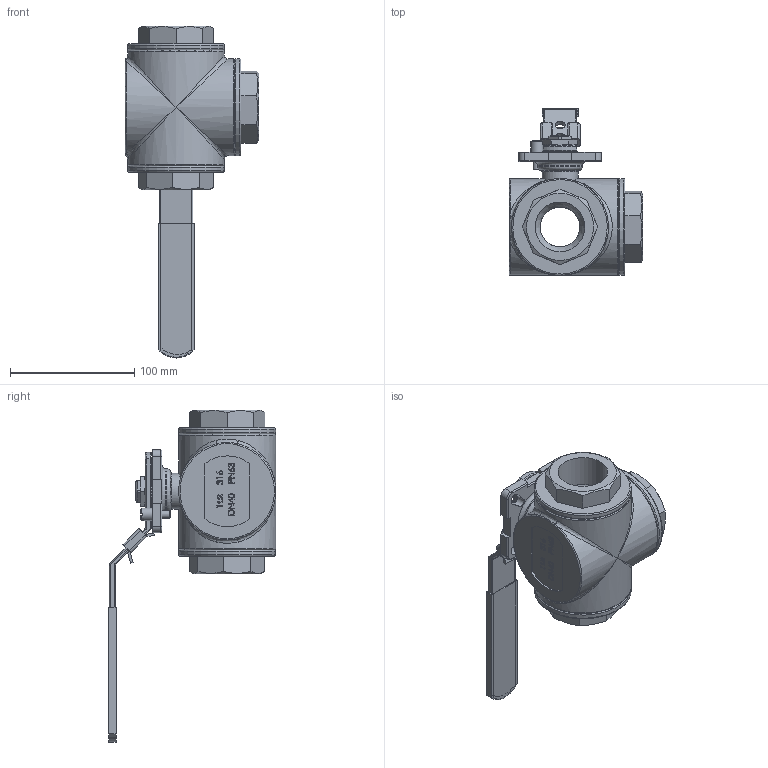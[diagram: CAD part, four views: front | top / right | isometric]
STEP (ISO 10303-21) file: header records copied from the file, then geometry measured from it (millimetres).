
FILE_DESCRIPTION(/* description */ ('Unknown'),/* implementation_level */ '2;1');
FILE_NAME(/* name */ '9339-08',/* time_stamp */ '2022-02-16T09:06:09+01:00',/* author */ ('Unknown'),/* organization */ ('Unknown'),/* preprocessor_version */ 'ST-DEVELOPER v16.7',/* originating_system */ 'Solid Edge',/* authorisation */ 'Unknown');
FILE_SCHEMA (('AUTOMOTIVE_DESIGN {1 0 10303 214 3 1 1}'));
Length unit declared in the file: millimetre
Products named in the file (12): 9339-08; Haddle; Cap; Body Gasket; Small hex thin nuts-Fine pitch thread GB_GB_FASTENER_NUT_SSFNTT B M18
X1.5-N; Stop Pin; Plasti Cover; Lock Device; Nut Stopper; Body; Small hex thin nuts-Fine pitch thread GB_GB_FASTENER_NUT_SSFNTT B M20
X1.0-N; Stem
Assembly tree (15 placements, depth 2):
  9339-08
    Haddle
    Cap  x3
    Body Gasket  x3
    Small hex thin nuts-Fine pitch thread GB_GB_FASTENER_NUT_SSFNTT B M18
X1.5-N
    Stop Pin
    Plasti Cover
    Lock Device
    Nut Stopper
    Body
    Small hex thin nuts-Fine pitch thread GB_GB_FASTENER_NUT_SSFNTT B M20
X1.0-N
    Stem
Bounding box: 107.5 x 134.62 x 267.22 mm (x, y, z)
Volume: 438690.2 mm3; surface area: 172366.5 mm2
Topology: 15 solids, 15 shells, 750 faces, 1924 edges, 1255 vertices
Faces by surface type: plane 392, cylinder 165, bspline 117, cone 38, torus 32, sphere 6
Full cylindrical faces by diameter (mm): 6 x1, 8 x2, 10 x1, 13.4 x1, 16.376 x1, 18 x3, 18.1 x1, 18.917 x1, 22.5 x1, 22.7 x2, 28.5 x1, 29 x1, 32 x4, 32.5 x1, 36 x1, 40 x3, 44 x4, 49 x3, 67.5 x23, 68 x4, 72.016 x1, 73 x3, 73.1 x2, 78 x6
Entity records: 38113 total; most frequent: CARTESIAN_POINT 22332, ORIENTED_EDGE 3408, DIRECTION 2761, EDGE_CURVE 1704, VERTEX_POINT 1165, LINE 969, VECTOR 969, AXIS2_PLACEMENT_3D 896
